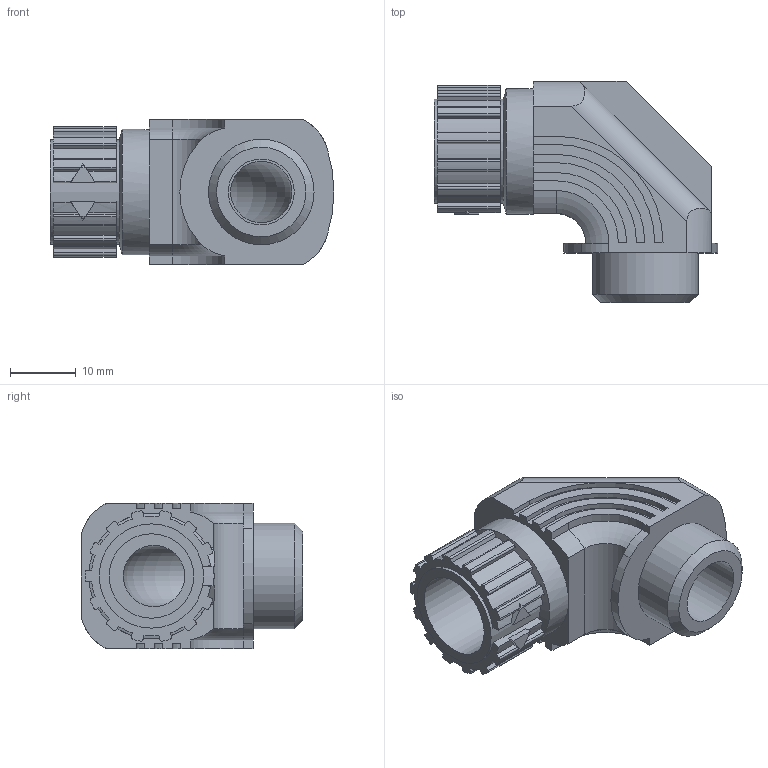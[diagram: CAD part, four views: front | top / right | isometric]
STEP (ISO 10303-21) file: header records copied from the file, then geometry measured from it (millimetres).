
FILE_DESCRIPTION (( 'STEP AP203' ), '1' );
FILE_NAME ('838051_Default.step', '2025-07-10T19:41:22', ( 'Windows User' ), ( 'AUTOMATION DIRECT' ), 'SwSTEP 2.0', 'SolidWorks 2024', '' );
FILE_SCHEMA (( 'CONFIG_CONTROL_DESIGN' ));
Length unit declared in the file: millimetre
Products named in the file (1): 838051_Default
Bounding box: 43 x 33.5 x 22 mm (x, y, z)
Volume: 11324.5 mm3; surface area: 6341.9 mm2
Topology: 1 solids, 1 shells, 185 faces, 527 edges, 347 vertices
Faces by surface type: cylinder 93, plane 87, torus 3, cone 2
Full cylindrical faces by diameter (mm): 9.3 x2, 10 x1, 12.8 x1, 15.8 x1, 16 x1, 19 x1
Entity records: 6180 total; most frequent: CARTESIAN_POINT 1255, DIRECTION 1033, ORIENTED_EDGE 1022, EDGE_CURVE 511, AXIS2_PLACEMENT_3D 360, VERTEX_POINT 342, VECTOR 313, LINE 313
